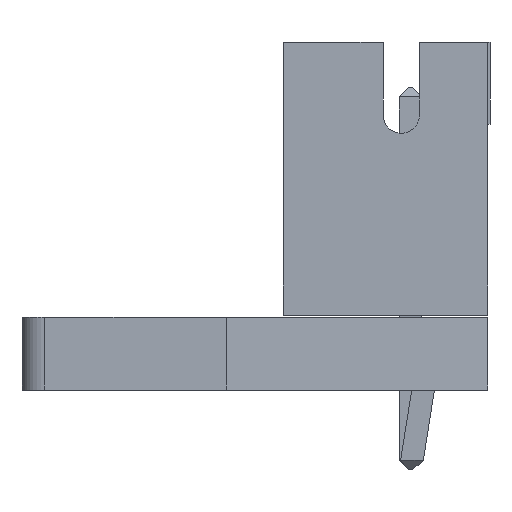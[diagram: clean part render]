
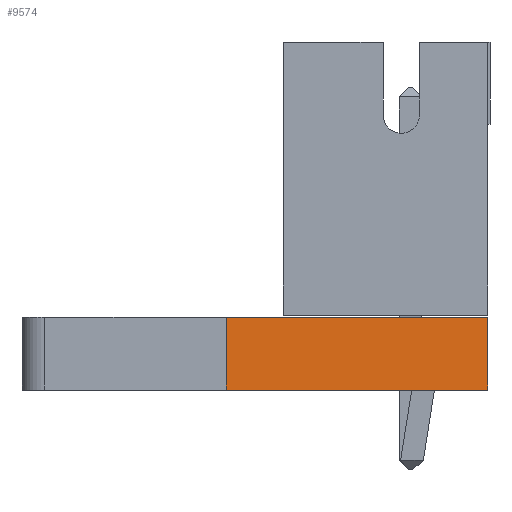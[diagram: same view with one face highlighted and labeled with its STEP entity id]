
A CAD part, left-side view. The second image highlights one B-rep face of the part: STEP entity #9574.
In plain terms, the highlighted planar face has unit normal (-0.707, -0.707, 0).
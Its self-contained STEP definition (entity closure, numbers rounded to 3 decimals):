
#9393 = PLANE('',#9394);
#9394 = AXIS2_PLACEMENT_3D('',#9395,#9396,#9397);
#9395 = CARTESIAN_POINT('',(15.5,-2.25,0.));
#9396 = DIRECTION('',(0.,-1.,0.));
#9397 = DIRECTION('',(-1.,0.,0.));
#9418 = VERTEX_POINT('',#9419);
#9419 = CARTESIAN_POINT('',(-15.5,-2.25,1.6));
#9433 = PLANE('',#9434);
#9434 = AXIS2_PLACEMENT_3D('',#9435,#9436,#9437);
#9435 = CARTESIAN_POINT('',(0.,2.786,1.6));
#9436 = DIRECTION('',(-0.,-0.,-1.));
#9437 = DIRECTION('',(-1.,0.,0.));
#9445 = EDGE_CURVE('',#9446,#9418,#9448,.T.);
#9446 = VERTEX_POINT('',#9447);
#9447 = CARTESIAN_POINT('',(-15.5,-2.25,0.));
#9448 = SURFACE_CURVE('',#9449,(#9453,#9460),.PCURVE_S1.);
#9449 = LINE('',#9450,#9451);
#9450 = CARTESIAN_POINT('',(-15.5,-2.25,0.));
#9451 = VECTOR('',#9452,1.);
#9452 = DIRECTION('',(0.,0.,1.));
#9453 = PCURVE('',#9393,#9454);
#9454 = DEFINITIONAL_REPRESENTATION('',(#9455),#9459);
#9455 = LINE('',#9456,#9457);
#9456 = CARTESIAN_POINT('',(31.,0.));
#9457 = VECTOR('',#9458,1.);
#9458 = DIRECTION('',(0.,-1.));
#9459 = ( GEOMETRIC_REPRESENTATION_CONTEXT(2) 
PARAMETRIC_REPRESENTATION_CONTEXT() REPRESENTATION_CONTEXT('2D SPACE',''
  ) );
#9460 = PCURVE('',#9461,#9466);
#9461 = PLANE('',#9462);
#9462 = AXIS2_PLACEMENT_3D('',#9463,#9464,#9465);
#9463 = CARTESIAN_POINT('',(-15.5,-2.25,0.));
#9464 = DIRECTION('',(-0.707,-0.707,0.));
#9465 = DIRECTION('',(-0.707,0.707,0.));
#9466 = DEFINITIONAL_REPRESENTATION('',(#9467),#9471);
#9467 = LINE('',#9468,#9469);
#9468 = CARTESIAN_POINT('',(0.,0.));
#9469 = VECTOR('',#9470,1.);
#9470 = DIRECTION('',(0.,-1.));
#9471 = ( GEOMETRIC_REPRESENTATION_CONTEXT(2) 
PARAMETRIC_REPRESENTATION_CONTEXT() REPRESENTATION_CONTEXT('2D SPACE',''
  ) );
#9487 = PLANE('',#9488);
#9488 = AXIS2_PLACEMENT_3D('',#9489,#9490,#9491);
#9489 = CARTESIAN_POINT('',(0.,2.786,0.));
#9490 = DIRECTION('',(-0.,-0.,-1.));
#9491 = DIRECTION('',(-1.,0.,0.));
#9574 = ADVANCED_FACE('',(#9575),#9461,.T.);
#9575 = FACE_BOUND('',#9576,.T.);
#9576 = EDGE_LOOP('',(#9577,#9578,#9601,#9629));
#9577 = ORIENTED_EDGE('',*,*,#9445,.T.);
#9578 = ORIENTED_EDGE('',*,*,#9579,.T.);
#9579 = EDGE_CURVE('',#9418,#9580,#9582,.T.);
#9580 = VERTEX_POINT('',#9581);
#9581 = CARTESIAN_POINT('',(-21.25,3.5,1.6));
#9582 = SURFACE_CURVE('',#9583,(#9587,#9594),.PCURVE_S1.);
#9583 = LINE('',#9584,#9585);
#9584 = CARTESIAN_POINT('',(-15.5,-2.25,1.6));
#9585 = VECTOR('',#9586,1.);
#9586 = DIRECTION('',(-0.707,0.707,0.));
#9587 = PCURVE('',#9461,#9588);
#9588 = DEFINITIONAL_REPRESENTATION('',(#9589),#9593);
#9589 = LINE('',#9590,#9591);
#9590 = CARTESIAN_POINT('',(0.,-1.6));
#9591 = VECTOR('',#9592,1.);
#9592 = DIRECTION('',(1.,0.));
#9593 = ( GEOMETRIC_REPRESENTATION_CONTEXT(2) 
PARAMETRIC_REPRESENTATION_CONTEXT() REPRESENTATION_CONTEXT('2D SPACE',''
  ) );
#9594 = PCURVE('',#9433,#9595);
#9595 = DEFINITIONAL_REPRESENTATION('',(#9596),#9600);
#9596 = LINE('',#9597,#9598);
#9597 = CARTESIAN_POINT('',(15.5,-5.036));
#9598 = VECTOR('',#9599,1.);
#9599 = DIRECTION('',(0.707,0.707));
#9600 = ( GEOMETRIC_REPRESENTATION_CONTEXT(2) 
PARAMETRIC_REPRESENTATION_CONTEXT() REPRESENTATION_CONTEXT('2D SPACE',''
  ) );
#9601 = ORIENTED_EDGE('',*,*,#9602,.F.);
#9602 = EDGE_CURVE('',#9603,#9580,#9605,.T.);
#9603 = VERTEX_POINT('',#9604);
#9604 = CARTESIAN_POINT('',(-21.25,3.5,0.));
#9605 = SURFACE_CURVE('',#9606,(#9610,#9617),.PCURVE_S1.);
#9606 = LINE('',#9607,#9608);
#9607 = CARTESIAN_POINT('',(-21.25,3.5,0.));
#9608 = VECTOR('',#9609,1.);
#9609 = DIRECTION('',(0.,0.,1.));
#9610 = PCURVE('',#9461,#9611);
#9611 = DEFINITIONAL_REPRESENTATION('',(#9612),#9616);
#9612 = LINE('',#9613,#9614);
#9613 = CARTESIAN_POINT('',(8.132,0.));
#9614 = VECTOR('',#9615,1.);
#9615 = DIRECTION('',(0.,-1.));
#9616 = ( GEOMETRIC_REPRESENTATION_CONTEXT(2) 
PARAMETRIC_REPRESENTATION_CONTEXT() REPRESENTATION_CONTEXT('2D SPACE',''
  ) );
#9617 = PCURVE('',#9618,#9623);
#9618 = PLANE('',#9619);
#9619 = AXIS2_PLACEMENT_3D('',#9620,#9621,#9622);
#9620 = CARTESIAN_POINT('',(-21.25,3.5,0.));
#9621 = DIRECTION('',(-1.,0.,0.));
#9622 = DIRECTION('',(0.,1.,0.));
#9623 = DEFINITIONAL_REPRESENTATION('',(#9624),#9628);
#9624 = LINE('',#9625,#9626);
#9625 = CARTESIAN_POINT('',(0.,0.));
#9626 = VECTOR('',#9627,1.);
#9627 = DIRECTION('',(0.,-1.));
#9628 = ( GEOMETRIC_REPRESENTATION_CONTEXT(2) 
PARAMETRIC_REPRESENTATION_CONTEXT() REPRESENTATION_CONTEXT('2D SPACE',''
  ) );
#9629 = ORIENTED_EDGE('',*,*,#9630,.F.);
#9630 = EDGE_CURVE('',#9446,#9603,#9631,.T.);
#9631 = SURFACE_CURVE('',#9632,(#9636,#9643),.PCURVE_S1.);
#9632 = LINE('',#9633,#9634);
#9633 = CARTESIAN_POINT('',(-15.5,-2.25,0.));
#9634 = VECTOR('',#9635,1.);
#9635 = DIRECTION('',(-0.707,0.707,0.));
#9636 = PCURVE('',#9461,#9637);
#9637 = DEFINITIONAL_REPRESENTATION('',(#9638),#9642);
#9638 = LINE('',#9639,#9640);
#9639 = CARTESIAN_POINT('',(0.,0.));
#9640 = VECTOR('',#9641,1.);
#9641 = DIRECTION('',(1.,0.));
#9642 = ( GEOMETRIC_REPRESENTATION_CONTEXT(2) 
PARAMETRIC_REPRESENTATION_CONTEXT() REPRESENTATION_CONTEXT('2D SPACE',''
  ) );
#9643 = PCURVE('',#9487,#9644);
#9644 = DEFINITIONAL_REPRESENTATION('',(#9645),#9649);
#9645 = LINE('',#9646,#9647);
#9646 = CARTESIAN_POINT('',(15.5,-5.036));
#9647 = VECTOR('',#9648,1.);
#9648 = DIRECTION('',(0.707,0.707));
#9649 = ( GEOMETRIC_REPRESENTATION_CONTEXT(2) 
PARAMETRIC_REPRESENTATION_CONTEXT() REPRESENTATION_CONTEXT('2D SPACE',''
  ) );
